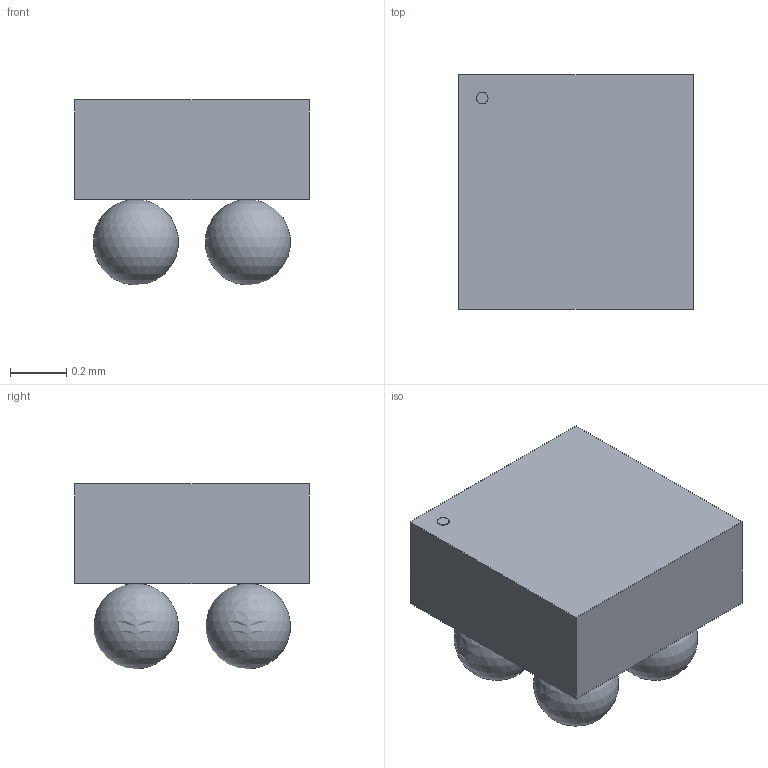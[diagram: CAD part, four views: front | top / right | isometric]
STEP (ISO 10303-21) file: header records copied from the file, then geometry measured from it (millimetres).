
FILE_DESCRIPTION(('STEP AP214'),'1');
FILE_NAME('FLIPCHIP4_USBUL_STM','2025-08-09T05:31:23',(''),(''),'','','');
FILE_SCHEMA(('AUTOMOTIVE_DESIGN'));
Length unit declared in the file: millimetre
Products named in the file (1): product
Bounding box: 0.84 x 0.84 x 0.66 mm (x, y, z)
Volume: 0.3 mm3; surface area: 3.8 mm2
Topology: 6 solids, 6 shells, 13 faces, 27 edges, 18 vertices
Faces by surface type: plane 8, sphere 4, cylinder 1
Full cylindrical faces by diameter (mm): 0.042 x1
Entity records: 409 total; most frequent: DIRECTION 46, ORIENTED_EDGE 28, CARTESIAN_POINT 27, AXIS2_PLACEMENT_3D 17, PRESENTATION_STYLE_ASSIGNMENT 17, SURFACE_STYLE_USAGE 17, SURFACE_SIDE_STYLE 17, SURFACE_STYLE_FILL_AREA 17
